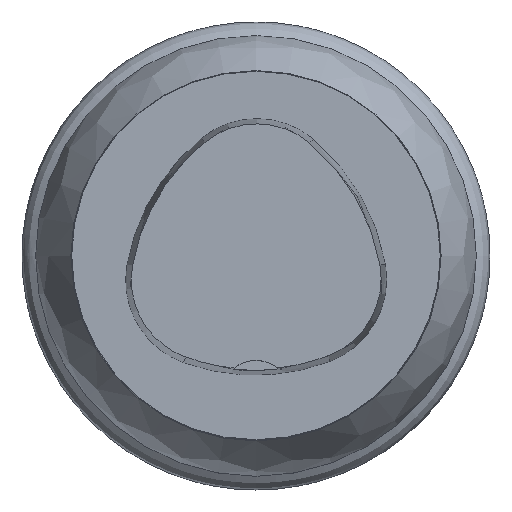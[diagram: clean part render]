
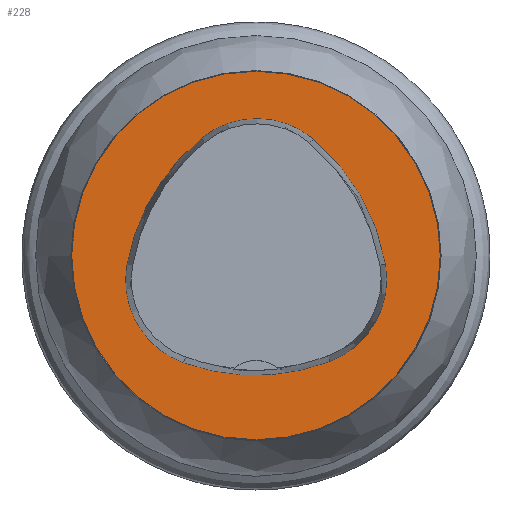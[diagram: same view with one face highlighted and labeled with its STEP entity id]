
A CAD part, top view. The second image highlights one B-rep face of the part: STEP entity #228.
In plain terms, the highlighted planar face has unit normal (0, 0, 1).
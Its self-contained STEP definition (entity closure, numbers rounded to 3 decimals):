
#204=FACE_BOUND('',#321,.T.);
#205=FACE_BOUND('',#322,.T.);
#228=ADVANCED_FACE('',(#204,#205),#247,.T.);
#247=PLANE('',#825);
#321=EDGE_LOOP('',(#416,#417,#418,#419,#420,#421));
#322=EDGE_LOOP('',(#422));
#416=ORIENTED_EDGE('',*,*,#558,.T.);
#417=ORIENTED_EDGE('',*,*,#538,.T.);
#418=ORIENTED_EDGE('',*,*,#542,.T.);
#419=ORIENTED_EDGE('',*,*,#545,.T.);
#420=ORIENTED_EDGE('',*,*,#548,.T.);
#421=ORIENTED_EDGE('',*,*,#556,.T.);
#422=ORIENTED_EDGE('',*,*,#529,.F.);
#482=VERTEX_POINT('',#1146);
#491=VERTEX_POINT('',#1165);
#492=VERTEX_POINT('',#1166);
#495=VERTEX_POINT('',#1174);
#497=VERTEX_POINT('',#1180);
#499=VERTEX_POINT('',#1186);
#506=VERTEX_POINT('',#1207);
#529=EDGE_CURVE('',#482,#482,#583,.T.);
#538=EDGE_CURVE('',#491,#492,#584,.T.);
#542=EDGE_CURVE('',#492,#495,#586,.T.);
#545=EDGE_CURVE('',#495,#497,#588,.T.);
#548=EDGE_CURVE('',#497,#499,#590,.T.);
#556=EDGE_CURVE('',#499,#506,#594,.T.);
#558=EDGE_CURVE('',#506,#491,#596,.T.);
#583=CIRCLE('',#797,31.5);
#584=CIRCLE('',#803,36.);
#586=CIRCLE('',#806,15.);
#588=CIRCLE('',#809,36.);
#590=CIRCLE('',#812,15.);
#594=CIRCLE('',#817,36.);
#596=CIRCLE('',#820,15.);
#797=AXIS2_PLACEMENT_3D('',#1145,#940,#941);
#803=AXIS2_PLACEMENT_3D('',#1164,#956,#957);
#806=AXIS2_PLACEMENT_3D('',#1173,#964,#965);
#809=AXIS2_PLACEMENT_3D('',#1179,#971,#972);
#812=AXIS2_PLACEMENT_3D('',#1185,#978,#979);
#817=AXIS2_PLACEMENT_3D('',#1208,#990,#991);
#820=AXIS2_PLACEMENT_3D('',#1211,#996,#997);
#825=AXIS2_PLACEMENT_3D('',#1216,#1006,#1007);
#940=DIRECTION('',(0.,0.,-1.));
#941=DIRECTION('',(-1.,0.,0.));
#956=DIRECTION('',(0.,0.,-1.));
#957=DIRECTION('',(-1.,0.,0.));
#964=DIRECTION('',(0.,0.,-1.));
#965=DIRECTION('',(-1.,0.,0.));
#971=DIRECTION('',(0.,0.,-1.));
#972=DIRECTION('',(-1.,0.,0.));
#978=DIRECTION('',(0.,0.,-1.));
#979=DIRECTION('',(-1.,0.,0.));
#990=DIRECTION('',(0.,0.,-1.));
#991=DIRECTION('',(-1.,0.,0.));
#996=DIRECTION('',(0.,0.,-1.));
#997=DIRECTION('',(-1.,0.,0.));
#1006=DIRECTION('',(0.,0.,1.));
#1007=DIRECTION('',(1.,0.,0.));
#1145=CARTESIAN_POINT('',(0.,0.,0.));
#1146=CARTESIAN_POINT('',(-31.5,0.,0.));
#1164=CARTESIAN_POINT('',(13.398,-7.893,0.));
#1165=CARTESIAN_POINT('',(-22.041,-1.562,0.));
#1166=CARTESIAN_POINT('',(-9.317,20.036,0.));
#1173=CARTESIAN_POINT('',(0.148,8.399,0.));
#1174=CARTESIAN_POINT('',(9.779,19.898,0.));
#1179=CARTESIAN_POINT('',(-13.337,-7.7,0.));
#1180=CARTESIAN_POINT('',(22.122,-1.48,0.));
#1185=CARTESIAN_POINT('',(7.347,-4.071,0.));
#1186=CARTESIAN_POINT('',(12.693,-18.087,0.));
#1207=CARTESIAN_POINT('',(-12.373,-18.307,0.));
#1208=CARTESIAN_POINT('',(-0.137,15.55,0.));
#1211=CARTESIAN_POINT('',(-7.275,-4.2,0.));
#1216=CARTESIAN_POINT('',(0.,0.,0.));
